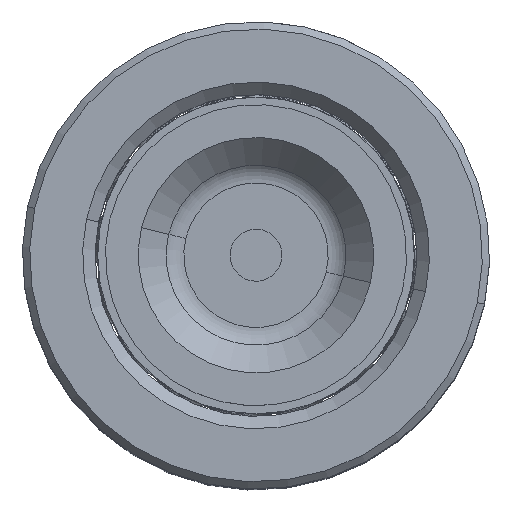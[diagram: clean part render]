
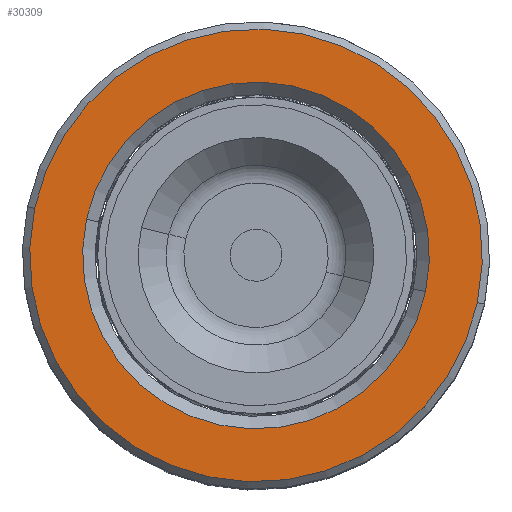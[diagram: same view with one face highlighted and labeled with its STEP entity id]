
A CAD part, top view. The second image highlights one B-rep face of the part: STEP entity #30309.
In plain terms, the highlighted planar face has unit normal (0, 0, 1).
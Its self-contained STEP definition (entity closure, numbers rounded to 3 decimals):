
#554 = CARTESIAN_POINT ( 'NONE',  ( 0., 0., 60. ) ) ;
#1634 = DIRECTION ( 'NONE',  ( 0., 0., 1. ) ) ;
#2522 = DIRECTION ( 'NONE',  ( 1., 0., 0. ) ) ;
#2686 = CIRCLE ( 'NONE', #21670, 16.7 ) ;
#2967 = CARTESIAN_POINT ( 'NONE',  ( 0., 0., 60. ) ) ;
#2993 = VERTEX_POINT ( 'NONE', #16113 ) ;
#3133 = ORIENTED_EDGE ( 'NONE', *, *, #7202, .T. ) ;
#3496 = FACE_OUTER_BOUND ( 'NONE', #7619, .T. ) ;
#5007 = CARTESIAN_POINT ( 'NONE',  ( 0., 0., 60. ) ) ;
#5090 = VERTEX_POINT ( 'NONE', #28908 ) ;
#6847 = DIRECTION ( 'NONE',  ( 0., 0., -1. ) ) ;
#7202 = EDGE_CURVE ( 'NONE', #2993, #16264, #31302, .T. ) ;
#7619 = EDGE_LOOP ( 'NONE', ( #24095, #31027 ) ) ;
#7817 = DIRECTION ( 'NONE',  ( 1., 0., 0. ) ) ;
#7991 = VERTEX_POINT ( 'NONE', #10990 ) ;
#8119 = DIRECTION ( 'NONE',  ( 0., 0., 1. ) ) ;
#8160 = DIRECTION ( 'NONE',  ( 0., 0., 1. ) ) ;
#10513 = DIRECTION ( 'NONE',  ( 0., 0., -1. ) ) ;
#10845 = DIRECTION ( 'NONE',  ( 1., 0., 0. ) ) ;
#10990 = CARTESIAN_POINT ( 'NONE',  ( 21.8, 0., 60. ) ) ;
#11536 = EDGE_CURVE ( 'NONE', #7991, #5090, #12184, .T. ) ;
#11774 = CARTESIAN_POINT ( 'NONE',  ( -16.7, 0., 60. ) ) ;
#12184 = CIRCLE ( 'NONE', #24941, 21.8 ) ;
#14766 = CARTESIAN_POINT ( 'NONE',  ( 0., 0., 60. ) ) ;
#14890 = PLANE ( 'NONE',  #25469 ) ;
#15230 = EDGE_CURVE ( 'NONE', #5090, #7991, #20000, .T. ) ;
#16113 = CARTESIAN_POINT ( 'NONE',  ( 16.7, 0., 60. ) ) ;
#16264 = VERTEX_POINT ( 'NONE', #11774 ) ;
#17758 = AXIS2_PLACEMENT_3D ( 'NONE', #5007, #10513, #7817 ) ;
#20000 = CIRCLE ( 'NONE', #21851, 21.8 ) ;
#20814 = EDGE_LOOP ( 'NONE', ( #3133, #32004 ) ) ;
#21670 = AXIS2_PLACEMENT_3D ( 'NONE', #30815, #6847, #31173 ) ;
#21851 = AXIS2_PLACEMENT_3D ( 'NONE', #2967, #8119, #2522 ) ;
#24095 = ORIENTED_EDGE ( 'NONE', *, *, #15230, .T. ) ;
#24941 = AXIS2_PLACEMENT_3D ( 'NONE', #554, #8160, #10845 ) ;
#25469 = AXIS2_PLACEMENT_3D ( 'NONE', #14766, #1634, #30843 ) ;
#28908 = CARTESIAN_POINT ( 'NONE',  ( -21.8, 0., 60. ) ) ;
#30309 = ADVANCED_FACE ( 'NONE', ( #3496, #32464 ), #14890, .T. ) ;
#30811 = EDGE_CURVE ( 'NONE', #16264, #2993, #2686, .T. ) ;
#30815 = CARTESIAN_POINT ( 'NONE',  ( 0., 0., 60. ) ) ;
#30843 = DIRECTION ( 'NONE',  ( 1., 0., 0. ) ) ;
#31027 = ORIENTED_EDGE ( 'NONE', *, *, #11536, .T. ) ;
#31173 = DIRECTION ( 'NONE',  ( 1., 0., 0. ) ) ;
#31302 = CIRCLE ( 'NONE', #17758, 16.7 ) ;
#32004 = ORIENTED_EDGE ( 'NONE', *, *, #30811, .T. ) ;
#32464 = FACE_BOUND ( 'NONE', #20814, .T. ) ;
